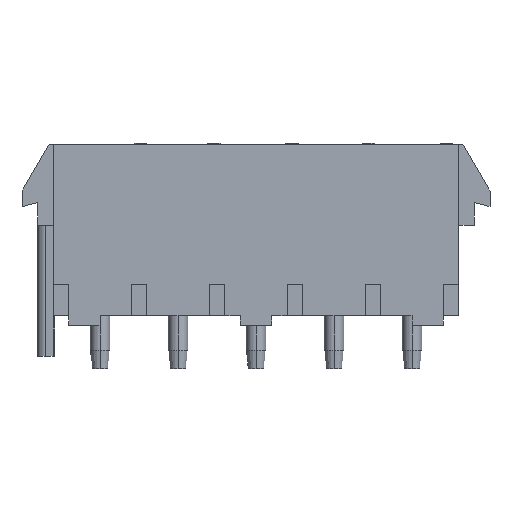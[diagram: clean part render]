
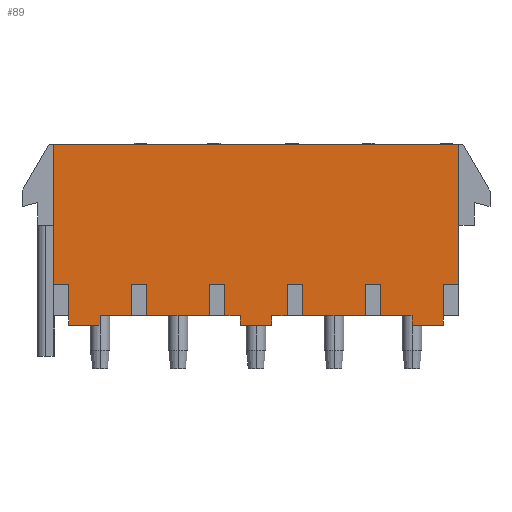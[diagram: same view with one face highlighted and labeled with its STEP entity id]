
A CAD part, front view. The second image highlights one B-rep face of the part: STEP entity #89.
In plain terms, the highlighted planar face has unit normal (0, -1, 0).
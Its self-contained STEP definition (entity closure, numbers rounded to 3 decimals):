
#89=ADVANCED_FACE('',(#488),#489,.T.);
#488=FACE_OUTER_BOUND('',#1209,.T.);
#489=PLANE('',#1210);
#1209=EDGE_LOOP('',(#2226,#2227,#2228,#2229,#2230,#2231,#2232,#2233,#2234,#2235,#2236,#2237,#2238,#2239,#2240,#2241,#2242,#2243,#2244,#2245,#2246,#2247,#2248,#2249,#2250,#2251,#2252,#2253,#2254,#2255,#2256,#2257,#2258,#2259));
#1210=AXIS2_PLACEMENT_3D('',#2260,#2261,#2262);
#2226=ORIENTED_EDGE('',*,*,#4980,.F.);
#2227=ORIENTED_EDGE('',*,*,#4959,.F.);
#2228=ORIENTED_EDGE('',*,*,#4981,.F.);
#2229=ORIENTED_EDGE('',*,*,#4845,.T.);
#2230=ORIENTED_EDGE('',*,*,#4982,.T.);
#2231=ORIENTED_EDGE('',*,*,#4983,.F.);
#2232=ORIENTED_EDGE('',*,*,#4984,.T.);
#2233=ORIENTED_EDGE('',*,*,#4985,.F.);
#2234=ORIENTED_EDGE('',*,*,#4986,.F.);
#2235=ORIENTED_EDGE('',*,*,#4909,.T.);
#2236=ORIENTED_EDGE('',*,*,#4987,.T.);
#2237=ORIENTED_EDGE('',*,*,#4988,.T.);
#2238=ORIENTED_EDGE('',*,*,#4989,.F.);
#2239=ORIENTED_EDGE('',*,*,#4905,.T.);
#2240=ORIENTED_EDGE('',*,*,#4990,.T.);
#2241=ORIENTED_EDGE('',*,*,#4991,.T.);
#2242=ORIENTED_EDGE('',*,*,#4992,.F.);
#2243=ORIENTED_EDGE('',*,*,#4901,.T.);
#2244=ORIENTED_EDGE('',*,*,#4993,.T.);
#2245=ORIENTED_EDGE('',*,*,#4994,.F.);
#2246=ORIENTED_EDGE('',*,*,#4995,.F.);
#2247=ORIENTED_EDGE('',*,*,#4897,.T.);
#2248=ORIENTED_EDGE('',*,*,#4996,.T.);
#2249=ORIENTED_EDGE('',*,*,#4997,.T.);
#2250=ORIENTED_EDGE('',*,*,#4998,.F.);
#2251=ORIENTED_EDGE('',*,*,#4893,.T.);
#2252=ORIENTED_EDGE('',*,*,#4999,.T.);
#2253=ORIENTED_EDGE('',*,*,#5000,.T.);
#2254=ORIENTED_EDGE('',*,*,#5001,.F.);
#2255=ORIENTED_EDGE('',*,*,#4889,.T.);
#2256=ORIENTED_EDGE('',*,*,#5002,.T.);
#2257=ORIENTED_EDGE('',*,*,#5003,.F.);
#2258=ORIENTED_EDGE('',*,*,#5004,.F.);
#2259=ORIENTED_EDGE('',*,*,#4979,.T.);
#2260=CARTESIAN_POINT('',(-16.51,-3.81,0.0));
#2261=DIRECTION('',(0.0,-1.0,0.0));
#2262=DIRECTION('',(0.0,0.0,-1.0));
#4845=EDGE_CURVE('',#5857,#5855,#5858,.T.);
#4889=EDGE_CURVE('',#5940,#5938,#5941,.T.);
#4893=EDGE_CURVE('',#5948,#5946,#5949,.T.);
#4897=EDGE_CURVE('',#5956,#5954,#5957,.T.);
#4901=EDGE_CURVE('',#5964,#5962,#5965,.T.);
#4905=EDGE_CURVE('',#5972,#5970,#5973,.T.);
#4909=EDGE_CURVE('',#5980,#5978,#5981,.T.);
#4959=EDGE_CURVE('',#6066,#6068,#6069,.T.);
#4979=EDGE_CURVE('',#5932,#6099,#6101,.T.);
#4980=EDGE_CURVE('',#6068,#6099,#6102,.T.);
#4981=EDGE_CURVE('',#5857,#6066,#6103,.T.);
#4982=EDGE_CURVE('',#5855,#6104,#6105,.T.);
#4983=EDGE_CURVE('',#5986,#6104,#6106,.T.);
#4984=EDGE_CURVE('',#5986,#6107,#6108,.T.);
#4985=EDGE_CURVE('',#6109,#6107,#6110,.T.);
#4986=EDGE_CURVE('',#5980,#6109,#6111,.T.);
#4987=EDGE_CURVE('',#5978,#6112,#6113,.T.);
#4988=EDGE_CURVE('',#6112,#6114,#6115,.T.);
#4989=EDGE_CURVE('',#5972,#6114,#6116,.T.);
#4990=EDGE_CURVE('',#5970,#6117,#6118,.T.);
#4991=EDGE_CURVE('',#6117,#6119,#6120,.T.);
#4992=EDGE_CURVE('',#5964,#6119,#6121,.T.);
#4993=EDGE_CURVE('',#5962,#6122,#6123,.T.);
#4994=EDGE_CURVE('',#6124,#6122,#6125,.T.);
#4995=EDGE_CURVE('',#5956,#6124,#6126,.T.);
#4996=EDGE_CURVE('',#5954,#6127,#6128,.T.);
#4997=EDGE_CURVE('',#6127,#6129,#6130,.T.);
#4998=EDGE_CURVE('',#5948,#6129,#6131,.T.);
#4999=EDGE_CURVE('',#5946,#6132,#6133,.T.);
#5000=EDGE_CURVE('',#6132,#6134,#6135,.T.);
#5001=EDGE_CURVE('',#5940,#6134,#6136,.T.);
#5002=EDGE_CURVE('',#5938,#6137,#6138,.T.);
#5003=EDGE_CURVE('',#6139,#6137,#6140,.T.);
#5004=EDGE_CURVE('',#5932,#6139,#6141,.T.);
#5855=VERTEX_POINT('',#7487);
#5857=VERTEX_POINT('',#7490);
#5858=LINE('',#7491,#7492);
#5932=VERTEX_POINT('',#7605);
#5938=VERTEX_POINT('',#7614);
#5940=VERTEX_POINT('',#7617);
#5941=LINE('',#7618,#7619);
#5946=VERTEX_POINT('',#7626);
#5948=VERTEX_POINT('',#7629);
#5949=LINE('',#7630,#7631);
#5954=VERTEX_POINT('',#7638);
#5956=VERTEX_POINT('',#7641);
#5957=LINE('',#7642,#7643);
#5962=VERTEX_POINT('',#7650);
#5964=VERTEX_POINT('',#7653);
#5965=LINE('',#7654,#7655);
#5970=VERTEX_POINT('',#7662);
#5972=VERTEX_POINT('',#7665);
#5973=LINE('',#7666,#7667);
#5978=VERTEX_POINT('',#7674);
#5980=VERTEX_POINT('',#7677);
#5981=LINE('',#7678,#7679);
#5986=VERTEX_POINT('',#7686);
#6066=VERTEX_POINT('',#7799);
#6068=VERTEX_POINT('',#7802);
#6069=LINE('',#7803,#7804);
#6099=VERTEX_POINT('',#7852);
#6101=LINE('',#7855,#7856);
#6102=LINE('',#7857,#7858);
#6103=LINE('',#7859,#7860);
#6104=VERTEX_POINT('',#7861);
#6105=LINE('',#7862,#7863);
#6106=LINE('',#7864,#7865);
#6107=VERTEX_POINT('',#7866);
#6108=LINE('',#7867,#7868);
#6109=VERTEX_POINT('',#7869);
#6110=LINE('',#7870,#7871);
#6111=LINE('',#7872,#7873);
#6112=VERTEX_POINT('',#7874);
#6113=LINE('',#7875,#7876);
#6114=VERTEX_POINT('',#7877);
#6115=LINE('',#7878,#7879);
#6116=LINE('',#7880,#7881);
#6117=VERTEX_POINT('',#7882);
#6118=LINE('',#7883,#7884);
#6119=VERTEX_POINT('',#7885);
#6120=LINE('',#7886,#7887);
#6121=LINE('',#7888,#7889);
#6122=VERTEX_POINT('',#7890);
#6123=LINE('',#7891,#7892);
#6124=VERTEX_POINT('',#7893);
#6125=LINE('',#7894,#7895);
#6126=LINE('',#7896,#7897);
#6127=VERTEX_POINT('',#7898);
#6128=LINE('',#7899,#7900);
#6129=VERTEX_POINT('',#7901);
#6130=LINE('',#7902,#7903);
#6131=LINE('',#7904,#7905);
#6132=VERTEX_POINT('',#7906);
#6133=LINE('',#7907,#7908);
#6134=VERTEX_POINT('',#7909);
#6135=LINE('',#7910,#7911);
#6136=LINE('',#7912,#7913);
#6137=VERTEX_POINT('',#7914);
#6138=LINE('',#7915,#7916);
#6139=VERTEX_POINT('',#7917);
#6140=LINE('',#7918,#7919);
#6141=LINE('',#7920,#7921);
#7487=CARTESIAN_POINT('',(-16.51,-3.81,-11.43));
#7490=CARTESIAN_POINT('',(-16.51,-3.81,0.0));
#7491=CARTESIAN_POINT('',(-16.51,-3.81,0.0));
#7492=VECTOR('',#9852,11.43);
#7605=CARTESIAN_POINT('',(15.24,-3.81,-13.97));
#7614=CARTESIAN_POINT('',(12.7,-3.81,-13.97));
#7617=CARTESIAN_POINT('',(10.16,-3.81,-13.97));
#7618=CARTESIAN_POINT('',(10.16,-3.81,-13.97));
#7619=VECTOR('',#9896,2.54);
#7626=CARTESIAN_POINT('',(8.89,-3.81,-13.97));
#7629=CARTESIAN_POINT('',(3.81,-3.81,-13.97));
#7630=CARTESIAN_POINT('',(3.81,-3.81,-13.97));
#7631=VECTOR('',#9900,5.08);
#7638=CARTESIAN_POINT('',(2.54,-3.81,-13.97));
#7641=CARTESIAN_POINT('',(1.27,-3.81,-13.97));
#7642=CARTESIAN_POINT('',(1.27,-3.81,-13.97));
#7643=VECTOR('',#9904,1.27);
#7650=CARTESIAN_POINT('',(-1.27,-3.81,-13.97));
#7653=CARTESIAN_POINT('',(-2.54,-3.81,-13.97));
#7654=CARTESIAN_POINT('',(-2.54,-3.81,-13.97));
#7655=VECTOR('',#9908,1.27);
#7662=CARTESIAN_POINT('',(-3.81,-3.81,-13.97));
#7665=CARTESIAN_POINT('',(-8.89,-3.81,-13.97));
#7666=CARTESIAN_POINT('',(-8.89,-3.81,-13.97));
#7667=VECTOR('',#9912,5.08);
#7674=CARTESIAN_POINT('',(-10.16,-3.81,-13.97));
#7677=CARTESIAN_POINT('',(-12.7,-3.81,-13.97));
#7678=CARTESIAN_POINT('',(-12.7,-3.81,-13.97));
#7679=VECTOR('',#9916,2.54);
#7686=CARTESIAN_POINT('',(-15.24,-3.81,-13.97));
#7799=CARTESIAN_POINT('',(16.51,-3.81,0.0));
#7802=CARTESIAN_POINT('',(16.51,-3.81,-11.43));
#7803=CARTESIAN_POINT('',(16.51,-3.81,0.0));
#7804=VECTOR('',#9992,11.43);
#7852=CARTESIAN_POINT('',(15.24,-3.81,-11.43));
#7855=CARTESIAN_POINT('',(15.24,-3.81,-13.97));
#7856=VECTOR('',#10012,2.54);
#7857=CARTESIAN_POINT('',(16.51,-3.81,-11.43));
#7858=VECTOR('',#10013,1.27);
#7859=CARTESIAN_POINT('',(-16.51,-3.81,0.0));
#7860=VECTOR('',#10014,33.02);
#7861=CARTESIAN_POINT('',(-15.24,-3.81,-11.43));
#7862=CARTESIAN_POINT('',(-16.51,-3.81,-11.43));
#7863=VECTOR('',#10015,1.27);
#7864=CARTESIAN_POINT('',(-15.24,-3.81,-13.97));
#7865=VECTOR('',#10016,2.54);
#7866=CARTESIAN_POINT('',(-15.24,-3.81,-14.732));
#7867=CARTESIAN_POINT('',(-15.24,-3.81,-13.97));
#7868=VECTOR('',#10017,0.762);
#7869=CARTESIAN_POINT('',(-12.7,-3.81,-14.732));
#7870=CARTESIAN_POINT('',(-12.7,-3.81,-14.732));
#7871=VECTOR('',#10018,2.54);
#7872=CARTESIAN_POINT('',(-12.7,-3.81,-13.97));
#7873=VECTOR('',#10019,0.762);
#7874=CARTESIAN_POINT('',(-10.16,-3.81,-11.43));
#7875=CARTESIAN_POINT('',(-10.16,-3.81,-13.97));
#7876=VECTOR('',#10020,2.54);
#7877=CARTESIAN_POINT('',(-8.89,-3.81,-11.43));
#7878=CARTESIAN_POINT('',(-10.16,-3.81,-11.43));
#7879=VECTOR('',#10021,1.27);
#7880=CARTESIAN_POINT('',(-8.89,-3.81,-13.97));
#7881=VECTOR('',#10022,2.54);
#7882=CARTESIAN_POINT('',(-3.81,-3.81,-11.43));
#7883=CARTESIAN_POINT('',(-3.81,-3.81,-13.97));
#7884=VECTOR('',#10023,2.54);
#7885=CARTESIAN_POINT('',(-2.54,-3.81,-11.43));
#7886=CARTESIAN_POINT('',(-3.81,-3.81,-11.43));
#7887=VECTOR('',#10024,1.27);
#7888=CARTESIAN_POINT('',(-2.54,-3.81,-13.97));
#7889=VECTOR('',#10025,2.54);
#7890=CARTESIAN_POINT('',(-1.27,-3.81,-14.732));
#7891=CARTESIAN_POINT('',(-1.27,-3.81,-13.97));
#7892=VECTOR('',#10026,0.762);
#7893=CARTESIAN_POINT('',(1.27,-3.81,-14.732));
#7894=CARTESIAN_POINT('',(1.27,-3.81,-14.732));
#7895=VECTOR('',#10027,2.54);
#7896=CARTESIAN_POINT('',(1.27,-3.81,-13.97));
#7897=VECTOR('',#10028,0.762);
#7898=CARTESIAN_POINT('',(2.54,-3.81,-11.43));
#7899=CARTESIAN_POINT('',(2.54,-3.81,-13.97));
#7900=VECTOR('',#10029,2.54);
#7901=CARTESIAN_POINT('',(3.81,-3.81,-11.43));
#7902=CARTESIAN_POINT('',(2.54,-3.81,-11.43));
#7903=VECTOR('',#10030,1.27);
#7904=CARTESIAN_POINT('',(3.81,-3.81,-13.97));
#7905=VECTOR('',#10031,2.54);
#7906=CARTESIAN_POINT('',(8.89,-3.81,-11.43));
#7907=CARTESIAN_POINT('',(8.89,-3.81,-13.97));
#7908=VECTOR('',#10032,2.54);
#7909=CARTESIAN_POINT('',(10.16,-3.81,-11.43));
#7910=CARTESIAN_POINT('',(8.89,-3.81,-11.43));
#7911=VECTOR('',#10033,1.27);
#7912=CARTESIAN_POINT('',(10.16,-3.81,-13.97));
#7913=VECTOR('',#10034,2.54);
#7914=CARTESIAN_POINT('',(12.7,-3.81,-14.732));
#7915=CARTESIAN_POINT('',(12.7,-3.81,-13.97));
#7916=VECTOR('',#10035,0.762);
#7917=CARTESIAN_POINT('',(15.24,-3.81,-14.732));
#7918=CARTESIAN_POINT('',(15.24,-3.81,-14.732));
#7919=VECTOR('',#10036,2.54);
#7920=CARTESIAN_POINT('',(15.24,-3.81,-13.97));
#7921=VECTOR('',#10037,0.762);
#9852=DIRECTION('',(0.0,0.0,-1.0));
#9896=DIRECTION('',(1.0,0.0,0.0));
#9900=DIRECTION('',(1.0,0.0,0.0));
#9904=DIRECTION('',(1.0,0.0,0.0));
#9908=DIRECTION('',(1.0,0.0,0.0));
#9912=DIRECTION('',(1.0,0.0,0.0));
#9916=DIRECTION('',(1.0,0.0,0.0));
#9992=DIRECTION('',(0.0,0.0,-1.0));
#10012=DIRECTION('',(0.0,0.0,1.0));
#10013=DIRECTION('',(-1.0,0.0,0.0));
#10014=DIRECTION('',(1.0,0.0,0.0));
#10015=DIRECTION('',(1.0,0.0,0.0));
#10016=DIRECTION('',(0.0,0.0,1.0));
#10017=DIRECTION('',(0.0,0.0,-1.0));
#10018=DIRECTION('',(-1.0,0.0,0.0));
#10019=DIRECTION('',(0.0,0.0,-1.0));
#10020=DIRECTION('',(0.0,0.0,1.0));
#10021=DIRECTION('',(1.0,0.0,0.0));
#10022=DIRECTION('',(0.0,0.0,1.0));
#10023=DIRECTION('',(0.0,0.0,1.0));
#10024=DIRECTION('',(1.0,0.0,0.0));
#10025=DIRECTION('',(0.0,0.0,1.0));
#10026=DIRECTION('',(0.0,0.0,-1.0));
#10027=DIRECTION('',(-1.0,0.0,0.0));
#10028=DIRECTION('',(0.0,0.0,-1.0));
#10029=DIRECTION('',(0.0,0.0,1.0));
#10030=DIRECTION('',(1.0,0.0,0.0));
#10031=DIRECTION('',(0.0,0.0,1.0));
#10032=DIRECTION('',(0.0,0.0,1.0));
#10033=DIRECTION('',(1.0,0.0,0.0));
#10034=DIRECTION('',(0.0,0.0,1.0));
#10035=DIRECTION('',(0.0,0.0,-1.0));
#10036=DIRECTION('',(-1.0,0.0,0.0));
#10037=DIRECTION('',(0.0,0.0,-1.0));
